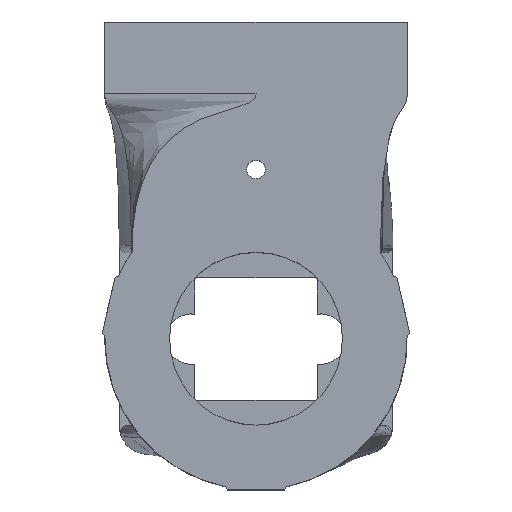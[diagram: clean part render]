
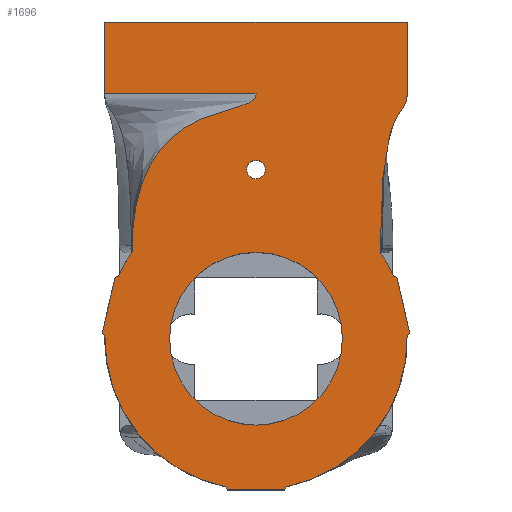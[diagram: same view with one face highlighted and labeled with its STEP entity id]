
A CAD part, top view. The second image highlights one B-rep face of the part: STEP entity #1696.
In plain terms, the highlighted planar face has unit normal (0, 0, 1).
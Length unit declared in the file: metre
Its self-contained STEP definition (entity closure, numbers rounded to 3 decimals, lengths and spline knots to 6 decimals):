
#103=LINE('',#3182,#223);
#104=LINE('',#3186,#224);
#105=LINE('',#3188,#225);
#106=LINE('',#3190,#226);
#107=LINE('',#3196,#227);
#108=LINE('',#3197,#228);
#109=LINE('',#3203,#229);
#110=LINE('',#3205,#230);
#111=LINE('',#3207,#231);
#112=LINE('',#3208,#232);
#113=LINE('',#3210,#233);
#114=LINE('',#3212,#234);
#223=VECTOR('',#2017,1.);
#224=VECTOR('',#2022,1.);
#225=VECTOR('',#2023,1.);
#226=VECTOR('',#2024,1.);
#227=VECTOR('',#2025,1.);
#228=VECTOR('',#2026,1.);
#229=VECTOR('',#2027,1.);
#230=VECTOR('',#2028,1.);
#231=VECTOR('',#2029,1.);
#232=VECTOR('',#2030,1.);
#233=VECTOR('',#2031,1.);
#234=VECTOR('',#2032,1.);
#312=CIRCLE('',#1796,0.021);
#316=CIRCLE('',#1801,0.021);
#317=CIRCLE('',#1803,0.021);
#320=CIRCLE('',#1807,0.012);
#323=CIRCLE('',#1811,0.021);
#327=CIRCLE('',#1820,0.001286);
#464=ORIENTED_EDGE('',*,*,#973,.T.);
#465=ORIENTED_EDGE('',*,*,#941,.T.);
#466=ORIENTED_EDGE('',*,*,#974,.T.);
#467=ORIENTED_EDGE('',*,*,#975,.F.);
#468=ORIENTED_EDGE('',*,*,#976,.T.);
#469=ORIENTED_EDGE('',*,*,#932,.T.);
#470=ORIENTED_EDGE('',*,*,#977,.F.);
#471=ORIENTED_EDGE('',*,*,#978,.T.);
#472=ORIENTED_EDGE('',*,*,#963,.T.);
#473=ORIENTED_EDGE('',*,*,#972,.F.);
#474=ORIENTED_EDGE('',*,*,#979,.T.);
#475=ORIENTED_EDGE('',*,*,#980,.T.);
#476=ORIENTED_EDGE('',*,*,#953,.T.);
#477=ORIENTED_EDGE('',*,*,#981,.T.);
#478=ORIENTED_EDGE('',*,*,#982,.F.);
#479=ORIENTED_EDGE('',*,*,#983,.T.);
#480=ORIENTED_EDGE('',*,*,#939,.T.);
#481=ORIENTED_EDGE('',*,*,#984,.T.);
#482=ORIENTED_EDGE('',*,*,#985,.F.);
#483=ORIENTED_EDGE('',*,*,#986,.T.);
#484=ORIENTED_EDGE('',*,*,#947,.F.);
#932=EDGE_CURVE('',#1186,#1187,#312,.T.);
#939=EDGE_CURVE('',#1189,#1194,#316,.T.);
#941=EDGE_CURVE('',#1197,#1195,#317,.T.);
#947=EDGE_CURVE('',#1202,#1202,#320,.T.);
#953=EDGE_CURVE('',#1207,#1205,#323,.T.);
#963=EDGE_CURVE('',#1216,#1215,#1345,.T.);
#972=EDGE_CURVE('',#1162,#1215,#103,.T.);
#973=EDGE_CURVE('',#1221,#1221,#327,.T.);
#974=EDGE_CURVE('',#1195,#1222,#104,.T.);
#975=EDGE_CURVE('',#1223,#1222,#105,.T.);
#976=EDGE_CURVE('',#1223,#1186,#106,.F.);
#977=EDGE_CURVE('',#1224,#1187,#1347,.T.);
#978=EDGE_CURVE('',#1224,#1216,#107,.T.);
#979=EDGE_CURVE('',#1162,#1225,#108,.T.);
#980=EDGE_CURVE('',#1225,#1207,#1348,.T.);
#981=EDGE_CURVE('',#1205,#1226,#109,.T.);
#982=EDGE_CURVE('',#1227,#1226,#110,.T.);
#983=EDGE_CURVE('',#1227,#1189,#111,.F.);
#984=EDGE_CURVE('',#1194,#1228,#112,.T.);
#985=EDGE_CURVE('',#1229,#1228,#113,.T.);
#986=EDGE_CURVE('',#1229,#1197,#114,.F.);
#1162=VERTEX_POINT('',#2452);
#1186=VERTEX_POINT('',#2668);
#1187=VERTEX_POINT('',#2674);
#1189=VERTEX_POINT('',#2679);
#1194=VERTEX_POINT('',#2818);
#1195=VERTEX_POINT('',#2822);
#1197=VERTEX_POINT('',#2825);
#1202=VERTEX_POINT('',#2976);
#1205=VERTEX_POINT('',#3005);
#1207=VERTEX_POINT('',#3008);
#1215=VERTEX_POINT('',#3158);
#1216=VERTEX_POINT('',#3163);
#1221=VERTEX_POINT('',#3185);
#1222=VERTEX_POINT('',#3187);
#1223=VERTEX_POINT('',#3189);
#1224=VERTEX_POINT('',#3195);
#1225=VERTEX_POINT('',#3198);
#1226=VERTEX_POINT('',#3204);
#1227=VERTEX_POINT('',#3206);
#1228=VERTEX_POINT('',#3209);
#1229=VERTEX_POINT('',#3211);
#1345=B_SPLINE_CURVE_WITH_KNOTS('',3,(#3159,#3160,#3161,#3162),
 .UNSPECIFIED.,.F.,.F.,(4,4),(0.,1.),
 .UNSPECIFIED.);
#1347=B_SPLINE_CURVE_WITH_KNOTS('',3,(#3191,#3192,#3193,#3194),
 .UNSPECIFIED.,.F.,.F.,(4,4),(0.,1.),.PIECEWISE_BEZIER_KNOTS.);
#1348=B_SPLINE_CURVE_WITH_KNOTS('',3,(#3199,#3200,#3201,#3202),
 .UNSPECIFIED.,.F.,.F.,(4,4),(0.,1.),.PIECEWISE_BEZIER_KNOTS.);
#1421=EDGE_LOOP('',(#464));
#1422=EDGE_LOOP('',(#465,#466,#467,#468,#469,#470,#471,#472,#473,#474,#475,
#476,#477,#478,#479,#480,#481,#482,#483));
#1423=EDGE_LOOP('',(#484));
#1540=FACE_BOUND('',#1421,.T.);
#1541=FACE_BOUND('',#1422,.T.);
#1542=FACE_BOUND('',#1423,.T.);
#1647=PLANE('',#1819);
#1696=ADVANCED_FACE('',(#1540,#1541,#1542),#1647,.F.);
#1796=AXIS2_PLACEMENT_3D('',#2675,#1955,#1956);
#1801=AXIS2_PLACEMENT_3D('',#2819,#1967,#1968);
#1803=AXIS2_PLACEMENT_3D('',#2824,#1972,#1973);
#1807=AXIS2_PLACEMENT_3D('',#2975,#1981,#1982);
#1811=AXIS2_PLACEMENT_3D('',#3007,#1990,#1991);
#1819=AXIS2_PLACEMENT_3D('',#3183,#2018,#2019);
#1820=AXIS2_PLACEMENT_3D('',#3184,#2020,#2021);
#1955=DIRECTION('',(0.,0.,1.));
#1956=DIRECTION('',(1.,0.,0.));
#1967=DIRECTION('',(0.,0.,1.));
#1968=DIRECTION('',(1.,0.,0.));
#1972=DIRECTION('',(0.,0.,1.));
#1973=DIRECTION('',(1.,0.,0.));
#1981=DIRECTION('',(0.,0.,1.));
#1982=DIRECTION('',(1.,0.,0.));
#1990=DIRECTION('',(0.,0.,1.));
#1991=DIRECTION('',(1.,0.,0.));
#2017=DIRECTION('',(0.,1.,0.));
#2018=DIRECTION('',(0.,0.,-1.));
#2019=DIRECTION('',(-1.,0.,0.));
#2020=DIRECTION('',(0.,0.,-1.));
#2021=DIRECTION('',(-1.,0.,0.));
#2022=DIRECTION('',(0.772,0.635,0.));
#2023=DIRECTION('',(0.223,-0.975,0.));
#2024=DIRECTION('',(0.972,-0.237,0.));
#2025=DIRECTION('',(0.,1.,0.));
#2026=DIRECTION('',(1.,0.,0.));
#2027=DIRECTION('',(-0.972,-0.237,0.));
#2028=DIRECTION('',(0.223,0.975,0.));
#2029=DIRECTION('',(-0.772,0.635,0.));
#2030=DIRECTION('',(0.447,-0.894,0.));
#2031=DIRECTION('',(-1.,0.,0.));
#2032=DIRECTION('',(-0.447,-0.894,0.));
#2452=CARTESIAN_POINT('',(-0.014,0.027,0.031));
#2668=CARTESIAN_POINT('',(0.02612,0.001686,0.031));
#2674=CARTESIAN_POINT('',(0.024234,0.005,0.031));
#2675=CARTESIAN_POINT('',(0.007,-0.007,0.031));
#2679=CARTESIAN_POINT('',(-0.013995,-0.00653,0.031));
#2818=CARTESIAN_POINT('',(0.002786,-0.027573,0.031));
#2819=CARTESIAN_POINT('',(0.007,-0.007,0.031));
#2822=CARTESIAN_POINT('',(0.027995,-0.00653,0.031));
#2824=CARTESIAN_POINT('',(0.007,-0.007,0.031));
#2825=CARTESIAN_POINT('',(0.011214,-0.027573,0.031));
#2975=CARTESIAN_POINT('',(0.007,-0.007,0.031));
#2976=CARTESIAN_POINT('',(0.019,-0.007,0.031));
#3005=CARTESIAN_POINT('',(-0.01212,0.001686,0.031));
#3007=CARTESIAN_POINT('',(0.007,-0.007,0.031));
#3008=CARTESIAN_POINT('',(-0.010234,0.005,0.031));
#3158=CARTESIAN_POINT('',(-0.014,0.037,0.031));
#3159=CARTESIAN_POINT('',(0.028,0.037,0.031));
#3160=CARTESIAN_POINT('',(0.014,0.037,0.031));
#3161=CARTESIAN_POINT('',(0.,0.037,0.031));
#3162=CARTESIAN_POINT('',(-0.014,0.037,0.031));
#3163=CARTESIAN_POINT('',(0.028,0.037,0.031));
#3182=CARTESIAN_POINT('',(-0.014,0.026998,0.031));
#3183=CARTESIAN_POINT('',(0.028472,0.026998,0.031));
#3184=CARTESIAN_POINT('',(0.007,0.0165,0.031));
#3185=CARTESIAN_POINT('',(0.005715,0.0165,0.031));
#3186=CARTESIAN_POINT('',(0.028364,-0.006227,0.031));
#3187=CARTESIAN_POINT('',(0.028364,-0.006227,0.031));
#3188=CARTESIAN_POINT('',(0.027473,-0.002327,0.031));
#3189=CARTESIAN_POINT('',(0.026583,0.001573,0.031));
#3190=CARTESIAN_POINT('',(0.024411,0.002103,0.031));
#3191=CARTESIAN_POINT('',(0.028,0.027,0.031));
#3192=CARTESIAN_POINT('',(0.028,0.023328,0.031));
#3193=CARTESIAN_POINT('',(0.024234,0.027032,0.031));
#3194=CARTESIAN_POINT('',(0.024234,0.005,0.031));
#3195=CARTESIAN_POINT('',(0.028,0.027,0.031));
#3196=CARTESIAN_POINT('',(0.028,0.026998,0.031));
#3197=CARTESIAN_POINT('',(0.028472,0.027,0.031));
#3198=CARTESIAN_POINT('',(0.007,0.027,0.031));
#3199=CARTESIAN_POINT('',(0.007,0.027,0.031));
#3200=CARTESIAN_POINT('',(0.007,0.023234,0.031));
#3201=CARTESIAN_POINT('',(-0.010234,0.027595,0.031));
#3202=CARTESIAN_POINT('',(-0.010234,0.005,0.031));
#3203=CARTESIAN_POINT('',(-0.012583,0.001573,0.031));
#3204=CARTESIAN_POINT('',(-0.012583,0.001573,0.031));
#3205=CARTESIAN_POINT('',(-0.013473,-0.002327,0.031));
#3206=CARTESIAN_POINT('',(-0.014364,-0.006227,0.031));
#3207=CARTESIAN_POINT('',(-0.012636,-0.007647,0.031));
#3208=CARTESIAN_POINT('',(0.003,-0.028,0.031));
#3209=CARTESIAN_POINT('',(0.003,-0.028,0.031));
#3210=CARTESIAN_POINT('',(0.007,-0.028,0.031));
#3211=CARTESIAN_POINT('',(0.011,-0.028,0.031));
#3212=CARTESIAN_POINT('',(0.012,-0.026,0.031));
